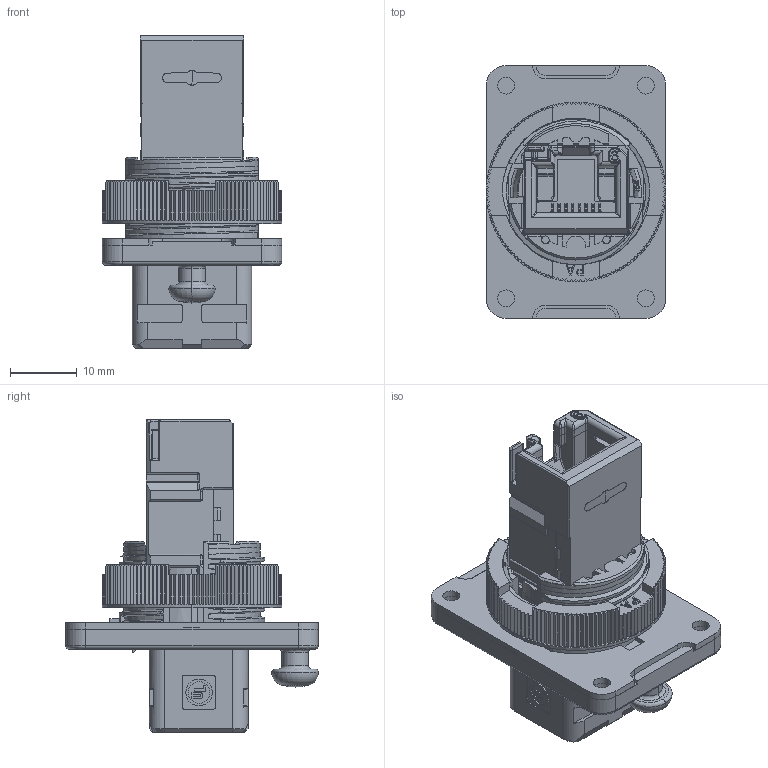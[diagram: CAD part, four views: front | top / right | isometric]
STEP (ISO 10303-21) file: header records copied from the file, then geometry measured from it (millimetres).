
FILE_DESCRIPTION (( 'STEP AP214' ), '1' );
FILE_NAME ('J80020A0005H50.STEP', '2010-09-23T12:56:19', ( 'ew_administrator' ), ( '' ), 'SwSTEP 2.0', 'SolidWorks 2010', '' );
FILE_SCHEMA (( 'AUTOMOTIVE_DESIGN' ));
Length unit declared in the file: millimetre
Products named in the file (1): J80020A0005H50
Bounding box: 27 x 38 x 46.99 mm (x, y, z)
Volume: 9899.2 mm3; surface area: 12882.9 mm2
Topology: 4 solids, 6 shells, 2810 faces, 7310 edges, 4443 vertices
Faces by surface type: plane 1509, cylinder 657, bspline 513, cone 113, torus 18
Entity records: 160330 total; most frequent: CARTESIAN_POINT 67756, ORIENTED_EDGE 14402, DIRECTION 10509, EDGE_CURVE 7201, VERTEX_POINT 4443, LINE 4091, VECTOR 4091, AXIS2_PLACEMENT_3D 3209
